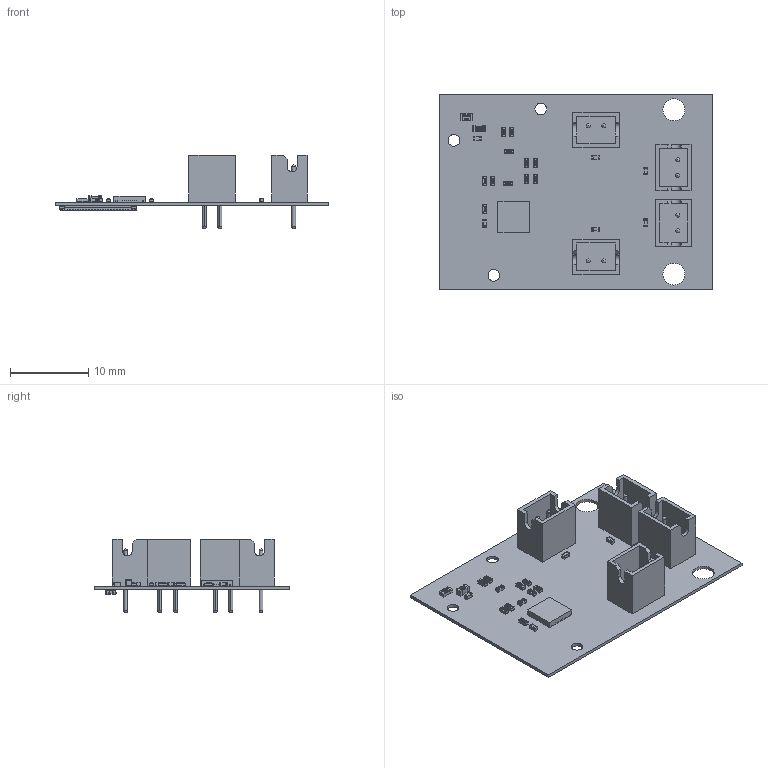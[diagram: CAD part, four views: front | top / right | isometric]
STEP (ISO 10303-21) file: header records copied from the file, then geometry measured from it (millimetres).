
FILE_DESCRIPTION(('Open CASCADE Model'),'2;1');
FILE_NAME('Open CASCADE Shape Model','2022-01-25T17:09:00',('Author'),( 'Open CASCADE'),'Open CASCADE STEP processor 6.8','Open CASCADE 6.8' ,'Unknown');
FILE_SCHEMA(('AUTOMOTIVE_DESIGN { 1 0 10303 214 1 1 1 1 }'));
Length unit declared in the file: millimetre
Products named in the file (59): PCB; Board; Open CASCADE STEP translator 6.8 1.1.1; P4; PH2-A_RGB15724527; P3; P2; P1; C8; C0402; C7; C6; C5; C4; J1; axe640124; U1; 5327215872; BODY-QFN; FRAME-RGH0016A; Open CASCADE STEP translator 6.8 1.12.1.2.1; Open CASCADE STEP translator 6.8 1.12.1.2.2; Open CASCADE STEP translator 6.8 1.12.1.2.3; Open CASCADE STEP translator 6.8 1.12.1.2.4; Open CASCADE STEP translator 6.8 1.12.1.2.5; Open CASCADE STEP translator 6.8 1.12.1.2.6; Open CASCADE STEP translator 6.8 1.12.1.2.7; Open CASCADE STEP translator 6.8 1.12.1.2.8; Open CASCADE STEP translator 6.8 1.12.1.2.9; Open CASCADE STEP translator 6.8 1.12.1.2.10; Open CASCADE STEP translator 6.8 1.12.1.2.11; Open CASCADE STEP translator 6.8 1.12.1.2.12; Open CASCADE STEP translator 6.8 1.12.1.2.13; Open CASCADE STEP translator 6.8 1.12.1.2.14; Open CASCADE STEP translator 6.8 1.12.1.2.15; Open CASCADE STEP translator 6.8 1.12.1.2.16; Open CASCADE STEP translator 6.8 1.12.1.2.17; Open CASCADE STEP translator 6.8 1.12.1.2.18; Open CASCADE STEP translator 6.8 1.12.1.2.19; Open CASCADE STEP translator 6.8 1.12.1.2.20 ...
Assembly tree (76 placements, depth 5):
  PCB
    Board
      Open CASCADE STEP translator 6.8 1.1.1
    P4
      PH2-A_RGB15724527
    P3
      PH2-A_RGB15724527
    P2
      PH2-A_RGB15724527
    P1
      PH2-A_RGB15724527
    C8
      C0402
    C7
      C0402
    C6
      C0402
    C5
      C0402
    C4
      C0402
    J1
      axe640124
    U1
      5327215872
        BODY-QFN
        FRAME-RGH0016A
          Open CASCADE STEP translator 6.8 1.12.1.2.1
          Open CASCADE STEP translator 6.8 1.12.1.2.2
          Open CASCADE STEP translator 6.8 1.12.1.2.3
          Open CASCADE STEP translator 6.8 1.12.1.2.4
          Open CASCADE STEP translator 6.8 1.12.1.2.5
          Open CASCADE STEP translator 6.8 1.12.1.2.6
          Open CASCADE STEP translator 6.8 1.12.1.2.7
          Open CASCADE STEP translator 6.8 1.12.1.2.8
          Open CASCADE STEP translator 6.8 1.12.1.2.9
          Open CASCADE STEP translator 6.8 1.12.1.2.10
          Open CASCADE STEP translator 6.8 1.12.1.2.11
          Open CASCADE STEP translator 6.8 1.12.1.2.12
          Open CASCADE STEP translator 6.8 1.12.1.2.13
          Open CASCADE STEP translator 6.8 1.12.1.2.14
          Open CASCADE STEP translator 6.8 1.12.1.2.15
          Open CASCADE STEP translator 6.8 1.12.1.2.16
          Open CASCADE STEP translator 6.8 1.12.1.2.17
          Open CASCADE STEP translator 6.8 1.12.1.2.18
          Open CASCADE STEP translator 6.8 1.12.1.2.19
          Open CASCADE STEP translator 6.8 1.12.1.2.20
          Open CASCADE STEP translator 6.8 1.12.1.2.21
        PIN1-ID
    R11
      RES_1005-0402
    R12
      RES_1005-0402
    R10
      RES_1005-0402
    R9
      RES_1005-0402
    R8
      RES_1005-0402
    R7
Bounding box: 34.98 x 24.99 x 9.4 mm (x, y, z)
Volume: 634 mm3; surface area: 3134 mm2
Topology: 80 solids, 80 shells, 3006 faces, 7628 edges, 4802 vertices
Faces by surface type: plane 1836, bspline 659, cylinder 379, sphere 124, cone 4, torus 4
Full cylindrical faces by diameter (mm): 0.787 x8, 1.5 x3, 2.8 x2
Entity records: 58305 total; most frequent: CARTESIAN_POINT 14835, ORIENTED_EDGE 8448, DIRECTION 6841, EDGE_CURVE 4224, LINE 3053, VECTOR 3053, VERTEX_POINT 2712, AXIS2_PLACEMENT_3D 1894
